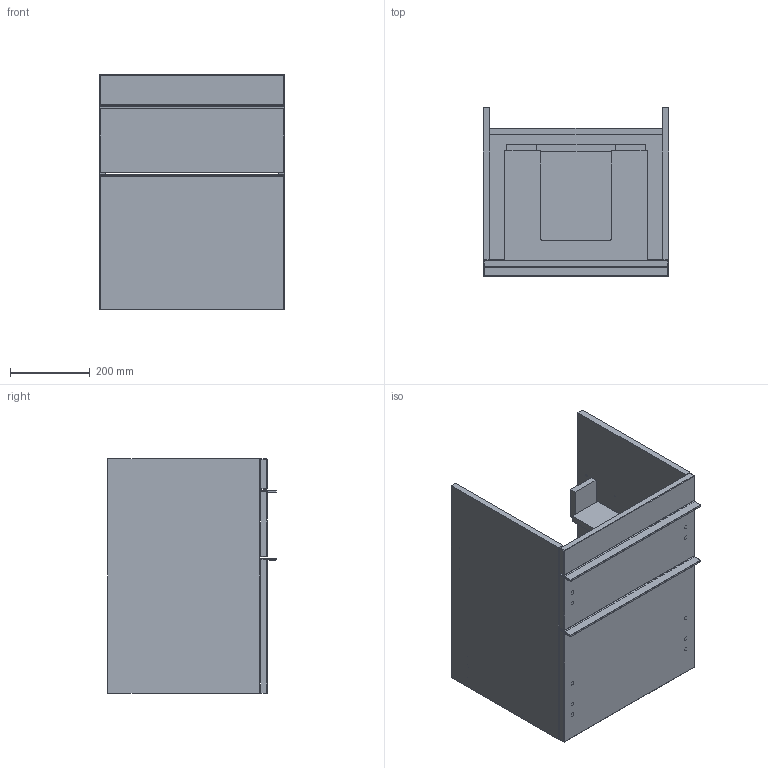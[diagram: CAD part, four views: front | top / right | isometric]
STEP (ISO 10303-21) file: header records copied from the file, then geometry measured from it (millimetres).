
FILE_DESCRIPTION((' '),'2;1');
FILE_NAME('A922.stp','2022-05-18T07:31:18',(' '),(' '),' ','ACIS',' ');
FILE_SCHEMA(('CONFIG_CONTROL_DESIGN'));
Length unit declared in the file: millimetre
Products named in the file (15): A922.stp; Körper1; Körper2; Körper3; Körper4; Körper5; Körper6; Körper7; Körper8; Körper9; Körper10; Körper11; Körper12; Körper13; Körper14
Assembly tree (14 placements, depth 2):
  A922.stp
    Körper1
    Körper2
    Körper3
    Körper4
    Körper5
    Körper6
    Körper7
    Körper8
    Körper9
    Körper10
    Körper11
    Körper12
    Körper13
    Körper14
Bounding box: 466 x 422.5 x 590 mm (x, y, z)
Volume: 17779823.1 mm3; surface area: 2593913.4 mm2
Topology: 14 solids, 14 shells, 479 faces, 1057 edges, 694 vertices
Faces by surface type: plane 324, cylinder 155
Full cylindrical faces by diameter (mm): 3 x24, 5 x17, 8 x16, 8.02 x16, 10 x12
Entity records: 14882 total; most frequent: DIRECTION 2310, CARTESIAN_POINT 2174, ORIENTED_EDGE 1944, EDGE_CURVE 972, AXIS2_PLACEMENT_3D 830, VERTEX_POINT 694, EDGE_LOOP 654, VECTOR 650
